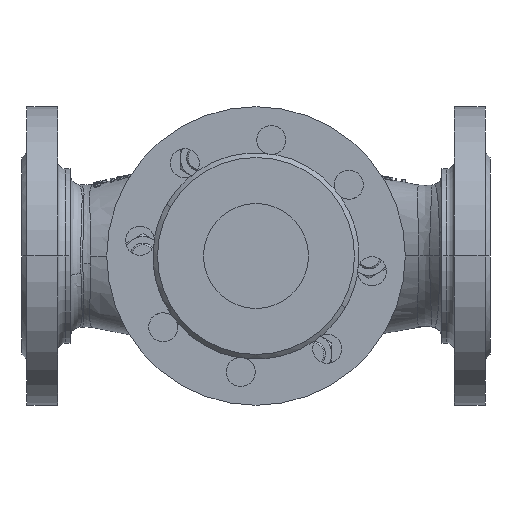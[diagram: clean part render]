
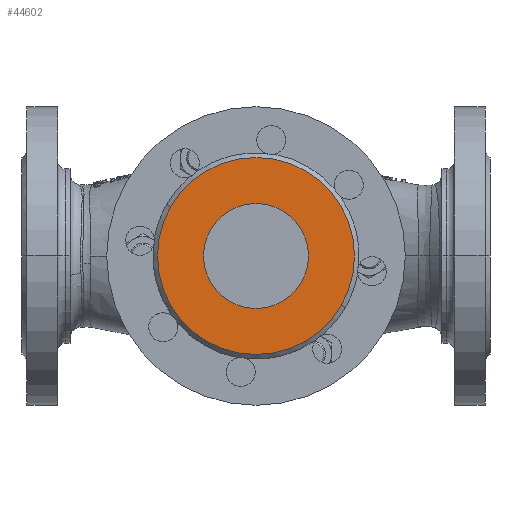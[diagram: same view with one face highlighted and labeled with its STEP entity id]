
A CAD part, front view. The second image highlights one B-rep face of the part: STEP entity #44602.
In plain terms, the highlighted planar face has unit normal (0, -1, 0).
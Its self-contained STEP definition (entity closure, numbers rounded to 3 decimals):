
#6947 = CARTESIAN_POINT ( 'NONE',  ( 0., -170., 0. ) ) ;
#8037 = CARTESIAN_POINT ( 'NONE',  ( 0., -170., 32.5 ) ) ;
#8365 = AXIS2_PLACEMENT_3D ( 'NONE', #138128, #54339, #152191 ) ;
#9796 = DIRECTION ( 'NONE',  ( 0., -1., 0. ) ) ;
#10503 = AXIS2_PLACEMENT_3D ( 'NONE', #6947, #104785, #21003 ) ;
#19570 = CIRCLE ( 'NONE', #10503, 61. ) ;
#20101 = FACE_OUTER_BOUND ( 'NONE', #73534, .T. ) ;
#21003 = DIRECTION ( 'NONE',  ( -0.866, 0., 0.5 ) ) ;
#22433 = ORIENTED_EDGE ( 'NONE', *, *, #92464, .F. ) ;
#38083 = CIRCLE ( 'NONE', #105387, 32.5 ) ;
#44602 = ADVANCED_FACE ( 'NONE', ( #127330, #20101 ), #104284, .F. ) ;
#48640 = CARTESIAN_POINT ( 'NONE',  ( 16.25, -170., 28.146 ) ) ;
#54339 = DIRECTION ( 'NONE',  ( 0., 1., 0. ) ) ;
#58760 = EDGE_CURVE ( 'NONE', #92211, #93645, #19570, .T. ) ;
#63542 = ORIENTED_EDGE ( 'NONE', *, *, #166984, .F. ) ;
#67302 = CARTESIAN_POINT ( 'NONE',  ( 0., -170., -32.5 ) ) ;
#68250 = CARTESIAN_POINT ( 'NONE',  ( 0., -170., 0. ) ) ;
#69698 = EDGE_CURVE ( 'NONE', #93645, #92211, #106720, .T. ) ;
#73534 = EDGE_LOOP ( 'NONE', ( #153364, #97648 ) ) ;
#76781 = DIRECTION ( 'NONE',  ( 0., 1., 0. ) ) ;
#82312 = DIRECTION ( 'NONE',  ( 0., 0., -1. ) ) ;
#92211 = VERTEX_POINT ( 'NONE', #118285 ) ;
#92464 = EDGE_CURVE ( 'NONE', #158711, #139323, #38083, .T. ) ;
#93558 = CARTESIAN_POINT ( 'NONE',  ( 0., -170., 0. ) ) ;
#93645 = VERTEX_POINT ( 'NONE', #103592 ) ;
#97648 = ORIENTED_EDGE ( 'NONE', *, *, #58760, .F. ) ;
#103592 = CARTESIAN_POINT ( 'NONE',  ( -52.828, -170., 30.5 ) ) ;
#104284 = PLANE ( 'NONE',  #141514 ) ;
#104785 = DIRECTION ( 'NONE',  ( 0., 1., 0. ) ) ;
#105387 = AXIS2_PLACEMENT_3D ( 'NONE', #68250, #166096, #82312 ) ;
#106720 = CIRCLE ( 'NONE', #8365, 61. ) ;
#107638 = DIRECTION ( 'NONE',  ( 0., 0., -1. ) ) ;
#118285 = CARTESIAN_POINT ( 'NONE',  ( 52.828, -170., -30.5 ) ) ;
#127330 = FACE_BOUND ( 'NONE', #140124, .T. ) ;
#129002 = AXIS2_PLACEMENT_3D ( 'NONE', #93558, #9796, #107638 ) ;
#138128 = CARTESIAN_POINT ( 'NONE',  ( 0., -170., 0. ) ) ;
#139323 = VERTEX_POINT ( 'NONE', #67302 ) ;
#140124 = EDGE_LOOP ( 'NONE', ( #63542, #22433 ) ) ;
#141514 = AXIS2_PLACEMENT_3D ( 'NONE', #48640, #76781, #174674 ) ;
#147910 = CIRCLE ( 'NONE', #129002, 32.5 ) ;
#152191 = DIRECTION ( 'NONE',  ( -0.866, 0., 0.5 ) ) ;
#153364 = ORIENTED_EDGE ( 'NONE', *, *, #69698, .F. ) ;
#158711 = VERTEX_POINT ( 'NONE', #8037 ) ;
#166096 = DIRECTION ( 'NONE',  ( 0., -1., 0. ) ) ;
#166984 = EDGE_CURVE ( 'NONE', #139323, #158711, #147910, .T. ) ;
#174674 = DIRECTION ( 'NONE',  ( -0.866, 0., 0.5 ) ) ;
